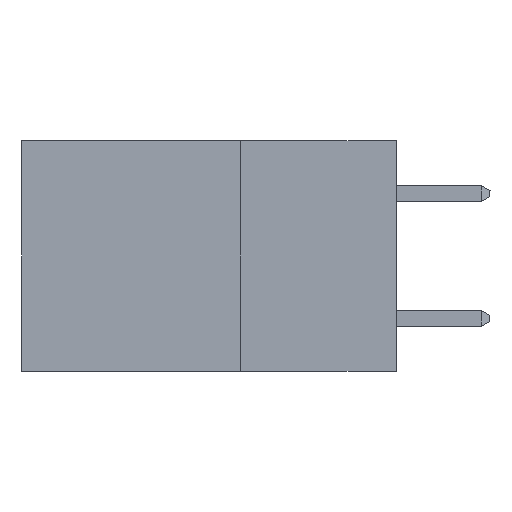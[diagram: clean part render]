
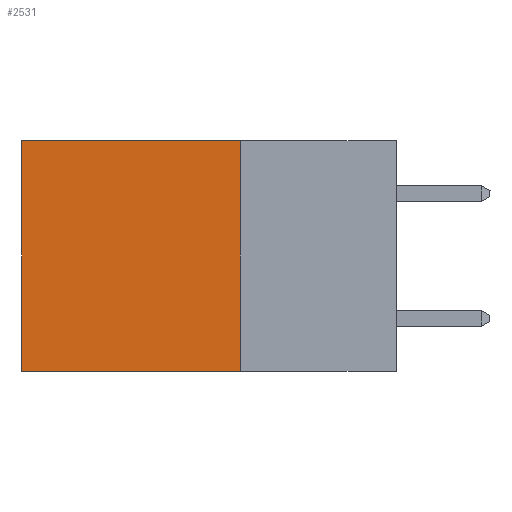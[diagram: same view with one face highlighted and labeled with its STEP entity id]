
A CAD part, left-side view. The second image highlights one B-rep face of the part: STEP entity #2531.
In plain terms, the highlighted planar face has unit normal (-1, 0, 0).
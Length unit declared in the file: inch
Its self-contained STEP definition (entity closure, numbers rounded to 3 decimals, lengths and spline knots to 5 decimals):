
#182 = DIRECTION ( 'NONE',  ( 0., 0., -1. ) ) ;
#473 = VECTOR ( 'NONE', #8045, 39.37008 ) ;
#2139 = CARTESIAN_POINT ( 'NONE',  ( 0.298, 0.6, 0. ) ) ;
#2315 = VECTOR ( 'NONE', #19023, 39.37008 ) ;
#2531 = ADVANCED_FACE ( 'NONE', ( #11922 ), #15819, .F. ) ;
#2822 = LINE ( 'NONE', #19271, #2315 ) ;
#3090 = CARTESIAN_POINT ( 'NONE',  ( 0.298, 0.6, 0. ) ) ;
#3970 = EDGE_CURVE ( 'NONE', #12254, #9901, #2822, .T. ) ;
#4260 = CARTESIAN_POINT ( 'NONE',  ( 0.298, 0.25, -0.37 ) ) ;
#4262 = VECTOR ( 'NONE', #5897, 39.37008 ) ;
#4340 = VERTEX_POINT ( 'NONE', #9461 ) ;
#4781 = LINE ( 'NONE', #2139, #473 ) ;
#5879 = EDGE_CURVE ( 'NONE', #9901, #4340, #4781, .T. ) ;
#5897 = DIRECTION ( 'NONE',  ( 0., 1., 0. ) ) ;
#7036 = EDGE_LOOP ( 'NONE', ( #8704, #10113, #15674, #19201 ) ) ;
#8045 = DIRECTION ( 'NONE',  ( 0., 0., -1. ) ) ;
#8254 = CARTESIAN_POINT ( 'NONE',  ( 0.298, 0.25, 0. ) ) ;
#8564 = LINE ( 'NONE', #4260, #4262 ) ;
#8704 = ORIENTED_EDGE ( 'NONE', *, *, #5879, .T. ) ;
#8976 = CARTESIAN_POINT ( 'NONE',  ( 0.298, 0.25, 0. ) ) ;
#9461 = CARTESIAN_POINT ( 'NONE',  ( 0.298, 0.6, -0.37 ) ) ;
#9901 = VERTEX_POINT ( 'NONE', #3090 ) ;
#10102 = AXIS2_PLACEMENT_3D ( 'NONE', #13790, #18174, #18110 ) ;
#10113 = ORIENTED_EDGE ( 'NONE', *, *, #13296, .F. ) ;
#10312 = LINE ( 'NONE', #8254, #10815 ) ;
#10815 = VECTOR ( 'NONE', #182, 39.37008 ) ;
#11922 = FACE_OUTER_BOUND ( 'NONE', #7036, .T. ) ;
#12254 = VERTEX_POINT ( 'NONE', #8976 ) ;
#12892 = CARTESIAN_POINT ( 'NONE',  ( 0.298, 0.25, -0.37 ) ) ;
#13296 = EDGE_CURVE ( 'NONE', #17260, #4340, #8564, .T. ) ;
#13790 = CARTESIAN_POINT ( 'NONE',  ( 0.298, 0.25, 0. ) ) ;
#15674 = ORIENTED_EDGE ( 'NONE', *, *, #20048, .F. ) ;
#15819 = PLANE ( 'NONE',  #10102 ) ;
#17260 = VERTEX_POINT ( 'NONE', #12892 ) ;
#18110 = DIRECTION ( 'NONE',  ( 0., 0., -1. ) ) ;
#18174 = DIRECTION ( 'NONE',  ( 1., 0., 0. ) ) ;
#19023 = DIRECTION ( 'NONE',  ( 0., 1., 0. ) ) ;
#19201 = ORIENTED_EDGE ( 'NONE', *, *, #3970, .T. ) ;
#19271 = CARTESIAN_POINT ( 'NONE',  ( 0.298, 0.25, 0. ) ) ;
#20048 = EDGE_CURVE ( 'NONE', #12254, #17260, #10312, .T. ) ;
